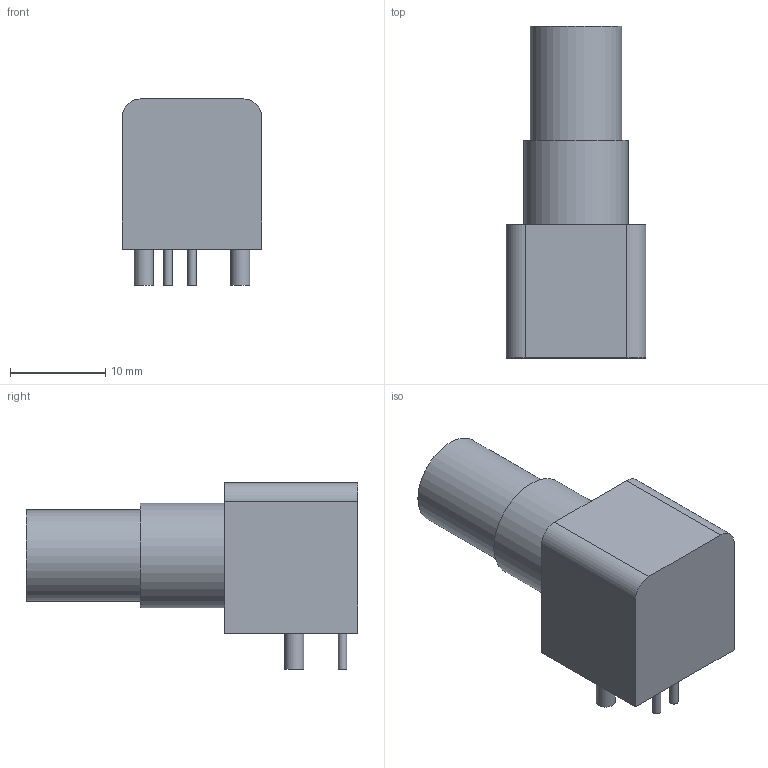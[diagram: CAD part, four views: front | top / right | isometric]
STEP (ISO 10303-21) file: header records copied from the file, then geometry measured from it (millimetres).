
FILE_DESCRIPTION( ( '' ), ' ' );
FILE_NAME( '5930fe4b2dd5ff1006e43e0d.step', '2017-06-02T05:57:32', ( '' ), ( '' ), ' ', ' ', ' ' );
FILE_SCHEMA( ( 'AUTOMOTIVE_DESIGN { 1 0 10303 214 1 1 1 1 }' ) );
Length unit declared in the file: metre
Products named in the file (1): Open CASCADE STEP translator 6.8 1
Bounding box: 14.7 x 34.9 x 19.6 mm (x, y, z)
Volume: 4970.8 mm3; surface area: 2029.8 mm2
Topology: 1 solids, 1 shells, 20 faces, 41 edges, 29 vertices
Faces by surface type: plane 12, cylinder 8
Full cylindrical faces by diameter (mm): 0.89 x2, 2.01 x2, 9.6 x1, 11 x1
Entity records: 792 total; most frequent: DIRECTION 88, CARTESIAN_POINT 75, ORIENTED_EDGE 60, STYLED_ITEM 50, PRESENTATION_STYLE_ASSIGNMENT 50, COLOUR_RGB 50, AXIS2_PLACEMENT_3D 37, EDGE_LOOP 32
